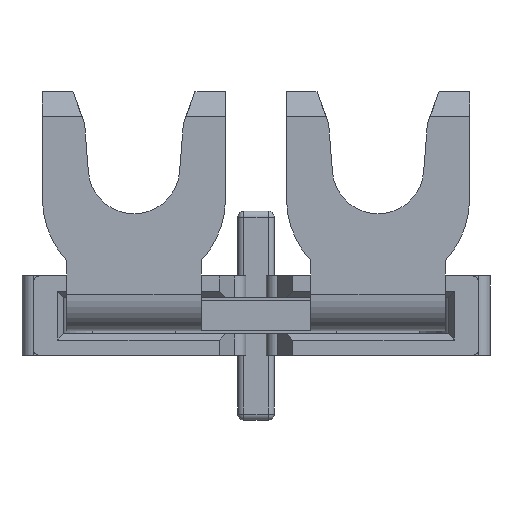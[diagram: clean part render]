
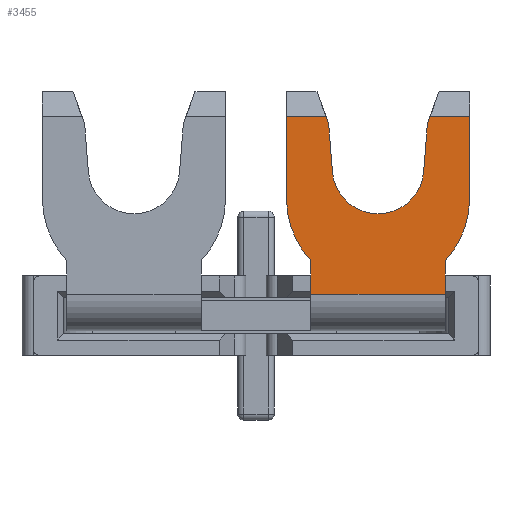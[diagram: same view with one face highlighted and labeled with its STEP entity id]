
A CAD part, front view. The second image highlights one B-rep face of the part: STEP entity #3455.
In plain terms, the highlighted planar face has unit normal (0, -1, 0).
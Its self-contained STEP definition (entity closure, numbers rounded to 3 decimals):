
#47 = VERTEX_POINT ( 'NONE', #1431 ) ;
#248 = CARTESIAN_POINT ( 'NONE',  ( -37.346, 4.33, 1.018 ) ) ;
#530 = CIRCLE ( 'NONE', #7042, 1.5 ) ;
#613 = EDGE_CURVE ( 'NONE', #4198, #5785, #926, .T. ) ;
#637 = VERTEX_POINT ( 'NONE', #1628 ) ;
#651 = LINE ( 'NONE', #6938, #5300 ) ;
#795 = AXIS2_PLACEMENT_3D ( 'NONE', #4038, #4061, #4048 ) ;
#860 = VECTOR ( 'NONE', #1222, 1000. ) ;
#926 = LINE ( 'NONE', #2946, #955 ) ;
#955 = VECTOR ( 'NONE', #4937, 1000. ) ;
#1054 = LINE ( 'NONE', #4699, #4183 ) ;
#1095 = LINE ( 'NONE', #4570, #860 ) ;
#1222 = DIRECTION ( 'NONE',  ( -0.342, 0., 0.94 ) ) ;
#1313 = DIRECTION ( 'NONE',  ( 1., 0., 0. ) ) ;
#1348 = DIRECTION ( 'NONE',  ( 0.078, 0., -0.997 ) ) ;
#1396 = VECTOR ( 'NONE', #1348, 1000. ) ;
#1431 = CARTESIAN_POINT ( 'NONE',  ( -35.637, 4.33, 2.717 ) ) ;
#1442 = DIRECTION ( 'NONE',  ( -1., 0., 0. ) ) ;
#1467 = AXIS2_PLACEMENT_3D ( 'NONE', #3600, #6325, #6332 ) ;
#1478 = CARTESIAN_POINT ( 'NONE',  ( -35.346, 4.33, 3.517 ) ) ;
#1531 = DIRECTION ( 'NONE',  ( 0., 0., 1. ) ) ;
#1617 = DIRECTION ( 'NONE',  ( 0., 0., 1. ) ) ;
#1618 = FACE_OUTER_BOUND ( 'NONE', #5091, .T. ) ;
#1628 = CARTESIAN_POINT ( 'NONE',  ( -38.963, 4.33, 2.468 ) ) ;
#1666 = VERTEX_POINT ( 'NONE', #3815 ) ;
#1791 = LINE ( 'NONE', #2188, #1396 ) ;
#1806 = ORIENTED_EDGE ( 'NONE', *, *, #5930, .F. ) ;
#2039 = CARTESIAN_POINT ( 'NONE',  ( -40.346, 4.33, 0.017 ) ) ;
#2087 = VERTEX_POINT ( 'NONE', #4192 ) ;
#2188 = CARTESIAN_POINT ( 'NONE',  ( -39.046, 4.33, 3.517 ) ) ;
#2241 = CARTESIAN_POINT ( 'NONE',  ( -34.346, 4.33, 2.717 ) ) ;
#2316 = CARTESIAN_POINT ( 'NONE',  ( -35.146, 4.33, -2.022 ) ) ;
#2327 = CIRCLE ( 'NONE', #795, 3. ) ;
#2334 = CARTESIAN_POINT ( 'NONE',  ( -35.146, 4.33, -3.119 ) ) ;
#2423 = LINE ( 'NONE', #2039, #3778 ) ;
#2442 = DIRECTION ( 'NONE',  ( -1., 0., 0. ) ) ;
#2623 = VERTEX_POINT ( 'NONE', #6919 ) ;
#2714 = DIRECTION ( 'NONE',  ( 0., -1., 0. ) ) ;
#2946 = CARTESIAN_POINT ( 'NONE',  ( -34.346, 4.33, 0.017 ) ) ;
#3024 = LINE ( 'NONE', #3425, #5892 ) ;
#3027 = CARTESIAN_POINT ( 'NONE',  ( -40.346, 4.33, 0.017 ) ) ;
#3167 = ORIENTED_EDGE ( 'NONE', *, *, #5422, .F. ) ;
#3194 = CARTESIAN_POINT ( 'NONE',  ( -39.546, 4.33, -3.119 ) ) ;
#3269 = VERTEX_POINT ( 'NONE', #5905 ) ;
#3346 = CARTESIAN_POINT ( 'NONE',  ( -39.546, 4.33, -2.022 ) ) ;
#3373 = CIRCLE ( 'NONE', #4679, 3. ) ;
#3425 = CARTESIAN_POINT ( 'NONE',  ( -39.546, 4.33, -2.022 ) ) ;
#3455 = ADVANCED_FACE ( 'NONE', ( #1618 ), #3695, .F. ) ;
#3501 = ORIENTED_EDGE ( 'NONE', *, *, #6477, .F. ) ;
#3600 = CARTESIAN_POINT ( 'NONE',  ( -37.346, 4.33, 0.017 ) ) ;
#3601 = ORIENTED_EDGE ( 'NONE', *, *, #4857, .T. ) ;
#3628 = ORIENTED_EDGE ( 'NONE', *, *, #5304, .T. ) ;
#3695 = PLANE ( 'NONE',  #1467 ) ;
#3724 = ORIENTED_EDGE ( 'NONE', *, *, #613, .F. ) ;
#3726 = ORIENTED_EDGE ( 'NONE', *, *, #4892, .F. ) ;
#3751 = VECTOR ( 'NONE', #5609, 1000. ) ;
#3778 = VECTOR ( 'NONE', #1531, 1000. ) ;
#3815 = CARTESIAN_POINT ( 'NONE',  ( -35.146, 4.33, -2.022 ) ) ;
#3883 = VERTEX_POINT ( 'NONE', #4991 ) ;
#3958 = VERTEX_POINT ( 'NONE', #6356 ) ;
#3969 = ORIENTED_EDGE ( 'NONE', *, *, #5387, .T. ) ;
#4029 = ORIENTED_EDGE ( 'NONE', *, *, #5331, .F. ) ;
#4038 = CARTESIAN_POINT ( 'NONE',  ( -37.346, 4.33, 0.017 ) ) ;
#4048 = DIRECTION ( 'NONE',  ( 1., 0., 0. ) ) ;
#4061 = DIRECTION ( 'NONE',  ( 0., 1., 0. ) ) ;
#4183 = VECTOR ( 'NONE', #1442, 1000. ) ;
#4192 = CARTESIAN_POINT ( 'NONE',  ( -40.346, 4.33, 2.717 ) ) ;
#4198 = VERTEX_POINT ( 'NONE', #2241 ) ;
#4322 = LINE ( 'NONE', #3194, #6482 ) ;
#4570 = CARTESIAN_POINT ( 'NONE',  ( -38.963, 4.33, 2.468 ) ) ;
#4679 = AXIS2_PLACEMENT_3D ( 'NONE', #5676, #7151, #7222 ) ;
#4686 = VERTEX_POINT ( 'NONE', #6263 ) ;
#4699 = CARTESIAN_POINT ( 'NONE',  ( -37.346, 4.33, 2.717 ) ) ;
#4811 = VERTEX_POINT ( 'NONE', #3027 ) ;
#4857 = EDGE_CURVE ( 'NONE', #3958, #5219, #4322, .T. ) ;
#4879 = EDGE_CURVE ( 'NONE', #3958, #7272, #3024, .T. ) ;
#4892 = EDGE_CURVE ( 'NONE', #1666, #5219, #5937, .T. ) ;
#4937 = DIRECTION ( 'NONE',  ( 0., 0., -1. ) ) ;
#4953 = CARTESIAN_POINT ( 'NONE',  ( -34.346, 4.33, 0.017 ) ) ;
#4991 = CARTESIAN_POINT ( 'NONE',  ( -38.841, 4.33, 0.901 ) ) ;
#5076 = VECTOR ( 'NONE', #5673, 1000. ) ;
#5091 = EDGE_LOOP ( 'NONE', ( #3628, #5586, #6304, #4029, #6203, #6676, #3969, #3167, #3501, #6080, #3601, #3726, #1806, #3724 ) ) ;
#5219 = VERTEX_POINT ( 'NONE', #2334 ) ;
#5300 = VECTOR ( 'NONE', #7471, 1000. ) ;
#5304 = EDGE_CURVE ( 'NONE', #4198, #47, #5775, .T. ) ;
#5322 = EDGE_CURVE ( 'NONE', #47, #4686, #5933, .T. ) ;
#5323 = EDGE_CURVE ( 'NONE', #2623, #4686, #651, .T. ) ;
#5331 = EDGE_CURVE ( 'NONE', #3883, #2623, #530, .T. ) ;
#5372 = EDGE_CURVE ( 'NONE', #637, #3883, #1791, .T. ) ;
#5387 = EDGE_CURVE ( 'NONE', #3269, #2087, #1054, .T. ) ;
#5395 = EDGE_CURVE ( 'NONE', #637, #3269, #1095, .T. ) ;
#5422 = EDGE_CURVE ( 'NONE', #4811, #2087, #2423, .T. ) ;
#5586 = ORIENTED_EDGE ( 'NONE', *, *, #5322, .T. ) ;
#5609 = DIRECTION ( 'NONE',  ( 0., 0., -1. ) ) ;
#5673 = DIRECTION ( 'NONE',  ( -0.342, 0., -0.94 ) ) ;
#5676 = CARTESIAN_POINT ( 'NONE',  ( -37.346, 4.33, 0.017 ) ) ;
#5775 = LINE ( 'NONE', #6758, #7448 ) ;
#5785 = VERTEX_POINT ( 'NONE', #4953 ) ;
#5892 = VECTOR ( 'NONE', #1617, 1000. ) ;
#5905 = CARTESIAN_POINT ( 'NONE',  ( -39.054, 4.33, 2.717 ) ) ;
#5930 = EDGE_CURVE ( 'NONE', #5785, #1666, #2327, .T. ) ;
#5933 = LINE ( 'NONE', #1478, #5076 ) ;
#5937 = LINE ( 'NONE', #2316, #3751 ) ;
#6080 = ORIENTED_EDGE ( 'NONE', *, *, #4879, .F. ) ;
#6203 = ORIENTED_EDGE ( 'NONE', *, *, #5372, .F. ) ;
#6263 = CARTESIAN_POINT ( 'NONE',  ( -35.728, 4.33, 2.468 ) ) ;
#6304 = ORIENTED_EDGE ( 'NONE', *, *, #5323, .F. ) ;
#6325 = DIRECTION ( 'NONE',  ( 0., 1., 0. ) ) ;
#6332 = DIRECTION ( 'NONE',  ( 1., 0., 0. ) ) ;
#6356 = CARTESIAN_POINT ( 'NONE',  ( -39.546, 4.33, -3.119 ) ) ;
#6477 = EDGE_CURVE ( 'NONE', #7272, #4811, #3373, .T. ) ;
#6482 = VECTOR ( 'NONE', #1313, 1000. ) ;
#6487 = DIRECTION ( 'NONE',  ( -1., 0., 0. ) ) ;
#6676 = ORIENTED_EDGE ( 'NONE', *, *, #5395, .T. ) ;
#6758 = CARTESIAN_POINT ( 'NONE',  ( -37.346, 4.33, 2.717 ) ) ;
#6919 = CARTESIAN_POINT ( 'NONE',  ( -35.85, 4.33, 0.901 ) ) ;
#6938 = CARTESIAN_POINT ( 'NONE',  ( -35.646, 4.33, 3.517 ) ) ;
#7042 = AXIS2_PLACEMENT_3D ( 'NONE', #248, #2714, #2442 ) ;
#7151 = DIRECTION ( 'NONE',  ( 0., 1., 0. ) ) ;
#7222 = DIRECTION ( 'NONE',  ( 1., 0., 0. ) ) ;
#7272 = VERTEX_POINT ( 'NONE', #3346 ) ;
#7448 = VECTOR ( 'NONE', #6487, 1000. ) ;
#7471 = DIRECTION ( 'NONE',  ( 0.078, 0., 0.997 ) ) ;
